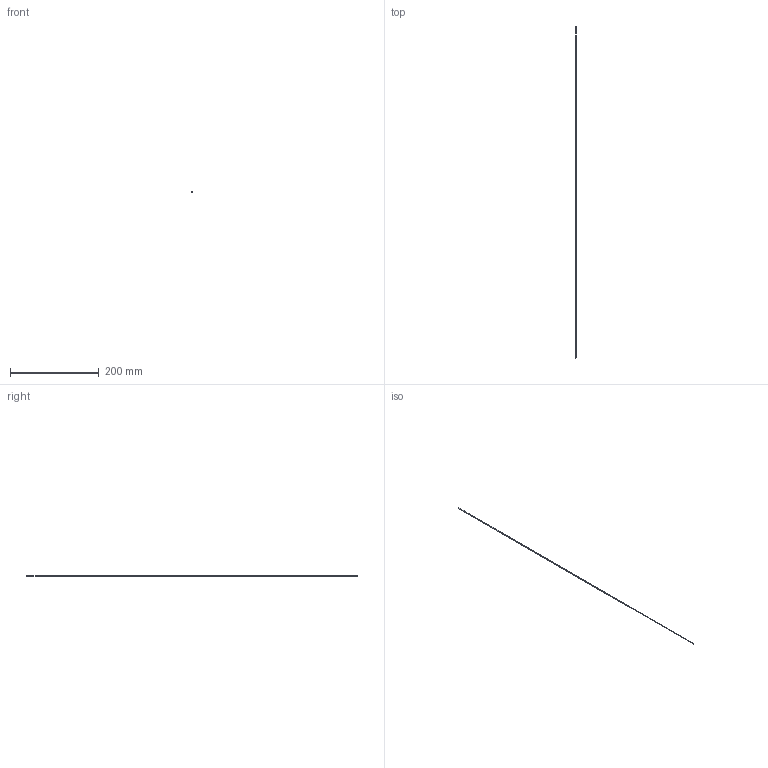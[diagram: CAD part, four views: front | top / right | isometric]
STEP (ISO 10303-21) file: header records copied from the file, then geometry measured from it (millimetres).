
FILE_DESCRIPTION (( 'STEP AP203' ), '1' );
FILE_NAME ('INGUN_SE-K11527-50010MG075.STEP', '2022-05-09T12:27:48', ( 'ochi' ), ( '' ), 'SwSTEP 2.0', 'SolidWorks 2018', '' );
FILE_SCHEMA (( 'CONFIG_CONTROL_DESIGN' ));
Length unit declared in the file: millimetre
Products named in the file (1): INGUN_SE-K11527-50010MG075
Bounding box: 2.2 x 750 x 2.2 mm (x, y, z)
Volume: 1117.9 mm3; surface area: 3375.1 mm2
Topology: 1 solids, 1 shells, 113 faces, 274 edges, 178 vertices
Faces by surface type: plane 51, cylinder 26, bspline 22, cone 10, torus 4
Entity records: 3653 total; most frequent: CARTESIAN_POINT 1066, ORIENTED_EDGE 548, DIRECTION 470, EDGE_CURVE 274, AXIS2_PLACEMENT_3D 190, VERTEX_POINT 178, EDGE_LOOP 128, FACE_OUTER_BOUND 113
